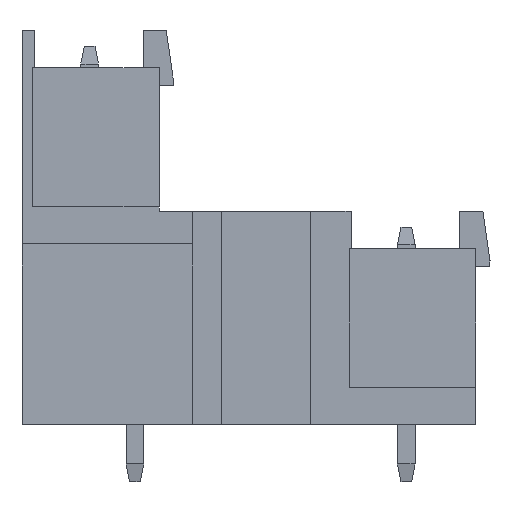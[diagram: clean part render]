
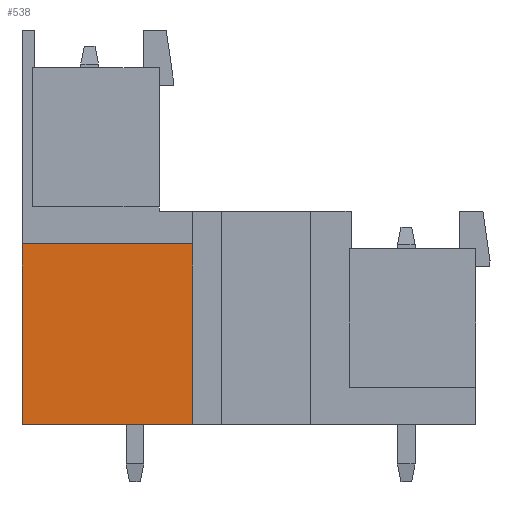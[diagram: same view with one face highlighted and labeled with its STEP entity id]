
A CAD part, left-side view. The second image highlights one B-rep face of the part: STEP entity #538.
In plain terms, the highlighted planar face has unit normal (-1, 0, 0).
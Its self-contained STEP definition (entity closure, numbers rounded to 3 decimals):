
#518=AXIS2_PLACEMENT_3D('Plane Axis2P3D',#515,#516,#517) ;
#122=CARTESIAN_POINT('Vertex',(2.,16.7,13.36)) ;
#125=CARTESIAN_POINT('Line Origine',(2.,16.7,8.28)) ;
#129=CARTESIAN_POINT('Vertex',(2.,16.7,3.2)) ;
#499=CARTESIAN_POINT('Vertex',(2.,26.28,13.36)) ;
#502=CARTESIAN_POINT('Line Origine',(2.,21.49,13.36)) ;
#515=CARTESIAN_POINT('Axis2P3D Location',(2.,0.,13.36)) ;
#520=CARTESIAN_POINT('Line Origine',(2.,26.28,8.28)) ;
#524=CARTESIAN_POINT('Vertex',(2.,26.28,3.2)) ;
#527=CARTESIAN_POINT('Line Origine',(2.,21.49,3.2)) ;
#126=DIRECTION('Vector Direction',(0.,0.,1.)) ;
#503=DIRECTION('Vector Direction',(0.,1.,0.)) ;
#516=DIRECTION('Axis2P3D Direction',(1.,-0.,0.)) ;
#517=DIRECTION('Axis2P3D XDirection',(0.,0.,-1.)) ;
#521=DIRECTION('Vector Direction',(0.,0.,-1.)) ;
#528=DIRECTION('Vector Direction',(0.,1.,0.)) ;
#127=VECTOR('Line Direction',#126,1.) ;
#504=VECTOR('Line Direction',#503,1.) ;
#522=VECTOR('Line Direction',#521,1.) ;
#529=VECTOR('Line Direction',#528,1.) ;
#533=ORIENTED_EDGE('',*,*,#131,.T.) ;
#534=ORIENTED_EDGE('',*,*,#506,.T.) ;
#535=ORIENTED_EDGE('',*,*,#526,.T.) ;
#536=ORIENTED_EDGE('',*,*,#531,.F.) ;
#538=ADVANCED_FACE('Housing',(#537),#519,.F.) ;
#131=EDGE_CURVE('',#130,#123,#128,.T.) ;
#506=EDGE_CURVE('',#123,#500,#505,.T.) ;
#526=EDGE_CURVE('',#500,#525,#523,.T.) ;
#531=EDGE_CURVE('',#130,#525,#530,.T.) ;
#532=EDGE_LOOP('',(#533,#534,#535,#536)) ;
#537=FACE_OUTER_BOUND('',#532,.T.) ;
#128=LINE('Line',#125,#127) ;
#505=LINE('Line',#502,#504) ;
#523=LINE('Line',#520,#522) ;
#530=LINE('Line',#527,#529) ;
#519=PLANE('',#518) ;
#123=VERTEX_POINT('',#122) ;
#130=VERTEX_POINT('',#129) ;
#500=VERTEX_POINT('',#499) ;
#525=VERTEX_POINT('',#524) ;
